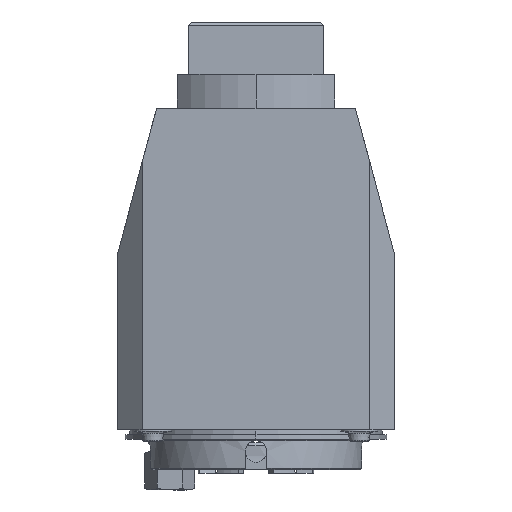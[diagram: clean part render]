
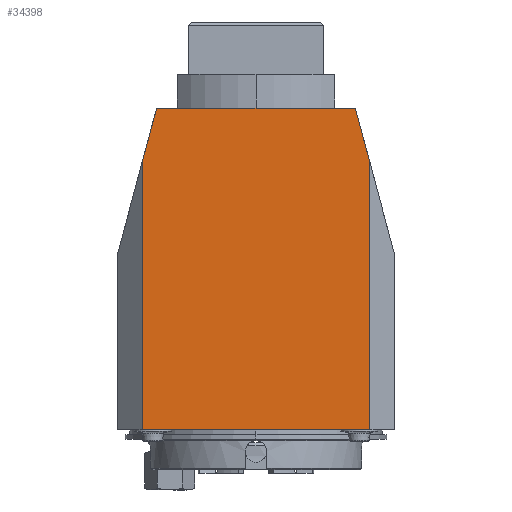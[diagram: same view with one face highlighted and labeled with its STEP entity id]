
A CAD part, left-side view. The second image highlights one B-rep face of the part: STEP entity #34398.
In plain terms, the highlighted planar face has unit normal (1, 0, 0).
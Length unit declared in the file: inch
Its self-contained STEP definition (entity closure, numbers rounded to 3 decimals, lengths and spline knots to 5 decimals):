
#1035 = VERTEX_POINT ( 'NONE', #44382 ) ;
#2596 = DIRECTION ( 'NONE',  ( 0., 0., -1. ) ) ;
#2729 = ORIENTED_EDGE ( 'NONE', *, *, #36669, .T. ) ;
#2928 = CARTESIAN_POINT ( 'NONE',  ( -4.72441, 0., 0. ) ) ;
#3177 = PLANE ( 'NONE',  #12903 ) ;
#3251 = CARTESIAN_POINT ( 'NONE',  ( -4.72441, 1.45669, 1.17545 ) ) ;
#3467 = DIRECTION ( 'NONE',  ( 0., 1., 0. ) ) ;
#4526 = VECTOR ( 'NONE', #3467, 39.37008 ) ;
#4617 = VERTEX_POINT ( 'NONE', #27398 ) ;
#5091 = LINE ( 'NONE', #15490, #14226 ) ;
#5567 = LINE ( 'NONE', #12759, #45223 ) ;
#5827 = DIRECTION ( 'NONE',  ( 0., -0.259, 0.966 ) ) ;
#6708 = VERTEX_POINT ( 'NONE', #15240 ) ;
#8583 = DIRECTION ( 'NONE',  ( 0., 0., 1. ) ) ;
#9528 = DIRECTION ( 'NONE',  ( 0., -1., 0. ) ) ;
#9721 = DIRECTION ( 'NONE',  ( 0., -0.259, -0.966 ) ) ;
#11979 = ORIENTED_EDGE ( 'NONE', *, *, #16000, .T. ) ;
#12206 = VERTEX_POINT ( 'NONE', #14031 ) ;
#12759 = CARTESIAN_POINT ( 'NONE',  ( -4.72441, -1.27057, 1.87008 ) ) ;
#12903 = AXIS2_PLACEMENT_3D ( 'NONE', #2928, #24876, #42188 ) ;
#13148 = ORIENTED_EDGE ( 'NONE', *, *, #44456, .T. ) ;
#13175 = VERTEX_POINT ( 'NONE', #30197 ) ;
#13480 = VECTOR ( 'NONE', #5827, 39.37008 ) ;
#14031 = CARTESIAN_POINT ( 'NONE',  ( -4.72441, -1.27057, 1.87008 ) ) ;
#14226 = VECTOR ( 'NONE', #8583, 39.37008 ) ;
#14530 = VERTEX_POINT ( 'NONE', #3251 ) ;
#15240 = CARTESIAN_POINT ( 'NONE',  ( -4.72441, 1.45669, -2.24409 ) ) ;
#15266 = EDGE_LOOP ( 'NONE', ( #11979, #21077, #2729, #13148, #18623, #15619 ) ) ;
#15490 = CARTESIAN_POINT ( 'NONE',  ( -4.72441, 1.45669, 0. ) ) ;
#15619 = ORIENTED_EDGE ( 'NONE', *, *, #36107, .T. ) ;
#16000 = EDGE_CURVE ( 'NONE', #1035, #12206, #44844, .T. ) ;
#18623 = ORIENTED_EDGE ( 'NONE', *, *, #26337, .T. ) ;
#21077 = ORIENTED_EDGE ( 'NONE', *, *, #26585, .T. ) ;
#23409 = CARTESIAN_POINT ( 'NONE',  ( -4.72441, 1.45669, 1.17545 ) ) ;
#24876 = DIRECTION ( 'NONE',  ( 1., 0., 0. ) ) ;
#26337 = EDGE_CURVE ( 'NONE', #6708, #14530, #5091, .T. ) ;
#26585 = EDGE_CURVE ( 'NONE', #12206, #4617, #5567, .T. ) ;
#26889 = LINE ( 'NONE', #23409, #13480 ) ;
#27398 = CARTESIAN_POINT ( 'NONE',  ( -4.72441, -1.45669, 1.17545 ) ) ;
#28413 = VECTOR ( 'NONE', #9528, 39.37008 ) ;
#28423 = LINE ( 'NONE', #38790, #4526 ) ;
#30197 = CARTESIAN_POINT ( 'NONE',  ( -4.72441, -1.45669, -2.24409 ) ) ;
#34398 = ADVANCED_FACE ( 'NONE', ( #35028 ), #3177, .T. ) ;
#35028 = FACE_OUTER_BOUND ( 'NONE', #15266, .T. ) ;
#36107 = EDGE_CURVE ( 'NONE', #14530, #1035, #26889, .T. ) ;
#36669 = EDGE_CURVE ( 'NONE', #4617, #13175, #44605, .T. ) ;
#37063 = VECTOR ( 'NONE', #2596, 39.37008 ) ;
#38349 = CARTESIAN_POINT ( 'NONE',  ( -4.72441, -1.45669, 0. ) ) ;
#38790 = CARTESIAN_POINT ( 'NONE',  ( -4.72441, 0., -2.24409 ) ) ;
#41377 = CARTESIAN_POINT ( 'NONE',  ( -4.72441, 0., 1.87008 ) ) ;
#42188 = DIRECTION ( 'NONE',  ( 0., 0., -1. ) ) ;
#44382 = CARTESIAN_POINT ( 'NONE',  ( -4.72441, 1.27057, 1.87008 ) ) ;
#44456 = EDGE_CURVE ( 'NONE', #13175, #6708, #28423, .T. ) ;
#44605 = LINE ( 'NONE', #38349, #37063 ) ;
#44844 = LINE ( 'NONE', #41377, #28413 ) ;
#45223 = VECTOR ( 'NONE', #9721, 39.37008 ) ;
